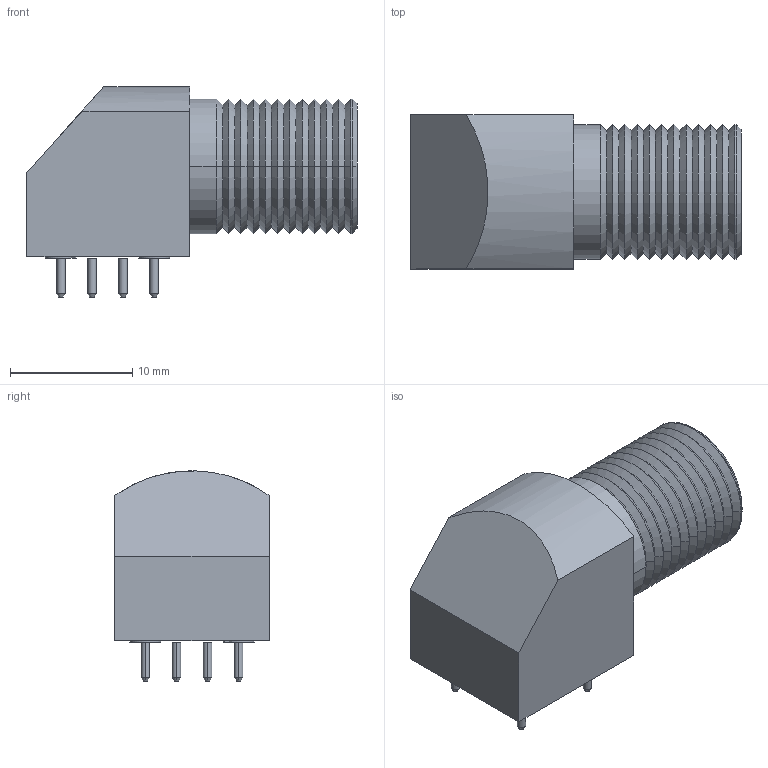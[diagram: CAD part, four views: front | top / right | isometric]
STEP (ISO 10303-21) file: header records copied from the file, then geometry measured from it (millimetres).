
FILE_DESCRIPTION((''),'2;1');
FILE_NAME('LEMO_EXJ.1B.304.HLD.stp','2010-12-20T15:21:32',(''),(''),'Mechanical Desktop 2011','Mechanical Desktop 2011',', , ');
FILE_SCHEMA(('AUTOMOTIVE_DESIGN { 1 2 10303 214 1 1 1 1 }'));
Length unit declared in the file: millimetre
Products named in the file (1): Product
Bounding box: 27 x 12.6 x 17.2 mm (x, y, z)
Volume: 2569.6 mm3; surface area: 2936.6 mm2
Topology: 33 solids, 33 shells, 231 faces, 477 edges, 296 vertices
Faces by surface type: plane 90, cylinder 71, cone 62, sphere 8
Entity records: 6148 total; most frequent: DIRECTION 1169, CARTESIAN_POINT 989, ORIENTED_EDGE 922, AXIS2_PLACEMENT_3D 476, EDGE_CURVE 461, VERTEX_POINT 296, EDGE_LOOP 261, CIRCLE 243
